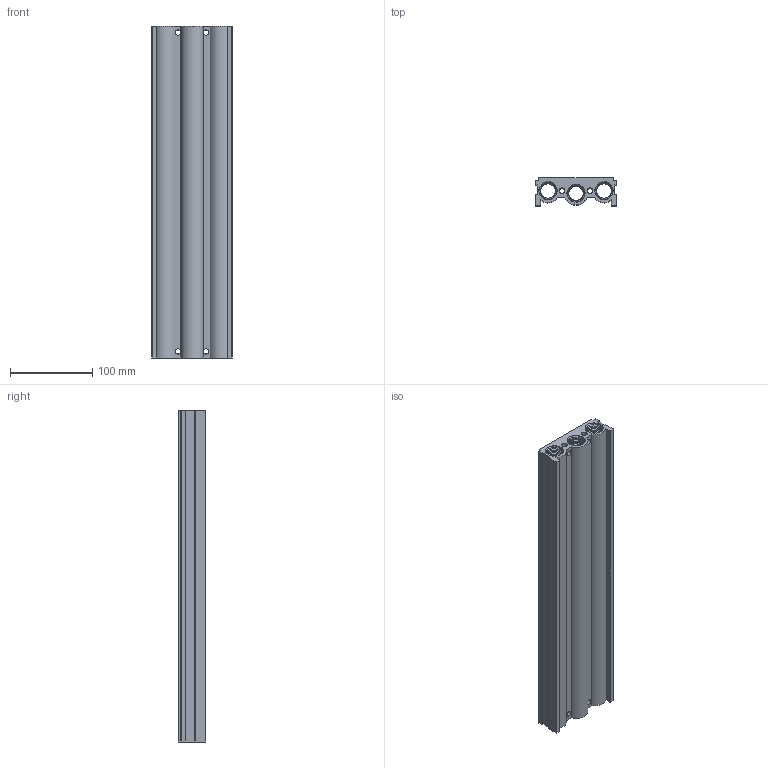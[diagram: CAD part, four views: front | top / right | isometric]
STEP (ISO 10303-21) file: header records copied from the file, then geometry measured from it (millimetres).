
FILE_DESCRIPTION (( 'STEP AP203' ), '1' );
FILE_NAME ('mf6500-m10.STEP', '2013-02-04T05:38:08', ( '' ), ( '' ), 'SwSTEP 2.0', 'SolidWorks 2008', '' );
FILE_SCHEMA (( 'CONFIG_CONTROL_DESIGN' ));
Length unit declared in the file: millimetre
Products named in the file (1): mf6500-m10
Bounding box: 98 x 33.5 x 403 mm (x, y, z)
Volume: 653110.1 mm3; surface area: 224488.6 mm2
Topology: 1 solids, 1 shells, 430 faces, 1304 edges, 896 vertices
Faces by surface type: cylinder 287, plane 99, bspline 24, cone 20
Entity records: 29420 total; most frequent: CARTESIAN_POINT 18304, ORIENTED_EDGE 2608, DIRECTION 1948, EDGE_CURVE 1304, VERTEX_POINT 896, AXIS2_PLACEMENT_3D 757, EDGE_LOOP 536, LINE 434
